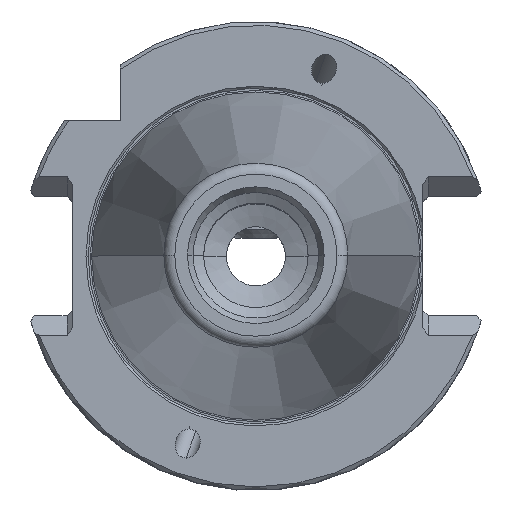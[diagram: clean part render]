
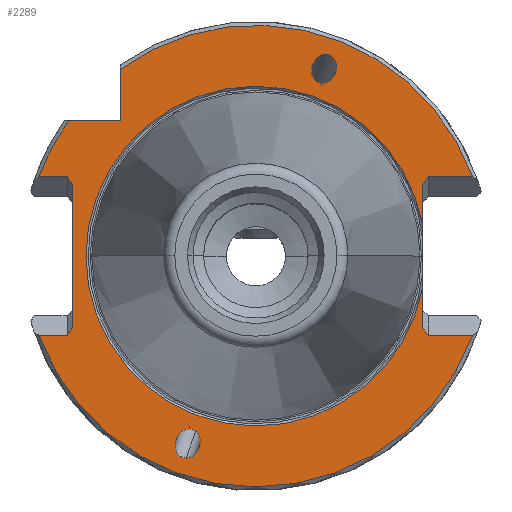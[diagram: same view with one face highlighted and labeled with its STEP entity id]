
A CAD part, top view. The second image highlights one B-rep face of the part: STEP entity #2289.
In plain terms, the highlighted planar face has unit normal (0, 0, 1).
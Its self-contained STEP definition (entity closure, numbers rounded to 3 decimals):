
#949=VERTEX_POINT('NONE',#2777);
#951=EDGE_CURVE('NONE',#1431,#2477,#2779,.F.);
#993=VERTEX_POINT('NONE',#2828);
#1043=VERTEX_POINT('NONE',#2881);
#1085=EDGE_CURVE('NONE',#2549,#1977,#2925,.F.);
#1091=VERTEX_POINT('NONE',#2932);
#1121=VERTEX_POINT('NONE',#2963);
#1127=EDGE_CURVE('NONE',#1043,#1941,#2970,.F.);
#1173=VERTEX_POINT('NONE',#3023);
#1181=VERTEX_POINT('NONE',#3032);
#1193=EDGE_CURVE('NONE',#1173,#1181,#3045,.F.);
#1215=EDGE_CURVE('NONE',#1091,#1043,#3070,.F.);
#1275=EDGE_CURVE('NONE',#949,#1715,#3136,.F.);
#1383=VERTEX_POINT('NONE',#3257);
#1417=EDGE_CURVE('NONE',#1941,#1121,#3296,.T.);
#1425=EDGE_CURVE('NONE',#2317,#2359,#3306,.F.);
#1431=VERTEX_POINT('NONE',#3313);
#1671=EDGE_CURVE('NONE',#1715,#949,#3582,.T.);
#1715=VERTEX_POINT('NONE',#3632);
#1751=EDGE_CURVE('NONE',#1173,#1787,#3673,.F.);
#1787=VERTEX_POINT('NONE',#3711);
#1843=EDGE_CURVE('NONE',#2331,#1181,#3771,.F.);
#1863=EDGE_CURVE('NONE',#993,#1383,#3792,.F.);
#1895=VERTEX_POINT('NONE',#3825);
#1927=EDGE_CURVE('NONE',#1977,#993,#3861,.T.);
#1941=VERTEX_POINT('NONE',#3876);
#1951=EDGE_CURVE('NONE',#2359,#2317,#3888,.T.);
#1953=EDGE_CURVE('NONE',#1431,#2379,#3890,.T.);
#1975=EDGE_CURVE('NONE',#1383,#2503,#3913,.F.);
#1977=VERTEX_POINT('NONE',#3915);
#2065=EDGE_CURVE('NONE',#2379,#1895,#4011,.T.);
#2209=EDGE_CURVE('NONE',#2225,#1091,#4169,.T.);
#2225=VERTEX_POINT('NONE',#4187);
#2245=EDGE_CURVE('NONE',#2503,#2225,#4210,.F.);
#2289=ADVANCED_FACE('NONE',(#4260,#4261,#4262),#4263,.F.);
#2317=VERTEX_POINT('NONE',#4295);
#2331=VERTEX_POINT('NONE',#4311);
#2359=VERTEX_POINT('NONE',#4345);
#2379=VERTEX_POINT('NONE',#4371);
#2427=EDGE_CURVE('NONE',#2549,#1787,#4423,.T.);
#2477=VERTEX_POINT('NONE',#4476);
#2503=VERTEX_POINT('NONE',#4504);
#2549=VERTEX_POINT('NONE',#4555);
#2693=EDGE_CURVE('NONE',#2331,#2477,#4713,.T.);
#2739=EDGE_CURVE('NONE',#1121,#1895,#4767,.F.);
#2777=CARTESIAN_POINT('',(9.017,23.397,-1.0));
#2779=CIRCLE('',#4803,31.25);
#2828=CARTESIAN_POINT('',(23.35,-10.75,-1.));
#2881=CARTESIAN_POINT('',(22.6,9.689,-1.));
#2925=CIRCLE('',#5042,31.25);
#2932=CARTESIAN_POINT('',(22.6,4.271,-1.));
#2963=CARTESIAN_POINT('',(29.343,10.75,-1.));
#2970=LINE('',#5123,#5124);
#3023=CARTESIAN_POINT('',(-24.8,-9.689,-1.));
#3032=CARTESIAN_POINT('',(-24.8,9.689,-1.));
#3045=LINE('',#5224,#5225);
#3070=LINE('',#5267,#5268);
#3136=ELLIPSE('',#5379,2.014,1.65);
#3257=CARTESIAN_POINT('',(22.6,-9.689,-1.));
#3296=LINE('',#5627,#5628);
#3306=ELLIPSE('',#5640,2.014,1.65);
#3313=CARTESIAN_POINT('',(-25.295,18.35,-1.));
#3582=ELLIPSE('',#6195,2.014,1.65);
#3632=CARTESIAN_POINT('',(9.452,27.347,-1.0));
#3673=LINE('',#6327,#6328);
#3711=CARTESIAN_POINT('',(-25.55,-10.75,-1.));
#3771=LINE('',#6501,#6502);
#3792=LINE('',#6537,#6538);
#3825=CARTESIAN_POINT('',(-18.35,25.295,-1.));
#3861=LINE('',#6631,#6632);
#3876=CARTESIAN_POINT('',(23.35,10.75,-1.));
#3888=ELLIPSE('',#6677,2.014,1.65);
#3890=LINE('',#6680,#6681);
#3913=LINE('',#6718,#6719);
#3915=CARTESIAN_POINT('',(29.343,-10.75,-1.));
#4011=LINE('',#6931,#6932);
#4169=CIRCLE('',#7236,23.0);
#4187=CARTESIAN_POINT('',(-23.0,0.,-1.));
#4210=CIRCLE('',#7320,23.0);
#4260=FACE_OUTER_BOUND('',#7383,.T.);
#4261=FACE_BOUND('',#7384,.T.);
#4262=FACE_BOUND('',#7385,.T.);
#4263=PLANE('',#7386);
#4295=CARTESIAN_POINT('',(-9.017,-23.397,-1.));
#4311=CARTESIAN_POINT('',(-25.55,10.75,-1.));
#4345=CARTESIAN_POINT('',(-9.452,-27.347,-1.));
#4371=CARTESIAN_POINT('',(-18.35,18.35,-1.));
#4423=LINE('',#7622,#7623);
#4476=CARTESIAN_POINT('',(-29.343,10.75,-1.));
#4504=CARTESIAN_POINT('',(22.6,-4.271,-1.));
#4555=CARTESIAN_POINT('',(-29.343,-10.75,-1.));
#4713=LINE('',#8098,#8099);
#4767=CIRCLE('',#8191,31.25);
#4803=AXIS2_PLACEMENT_3D('',#8209,#8210,#8211);
#5042=AXIS2_PLACEMENT_3D('',#8361,#8362,#8363);
#5123=CARTESIAN_POINT('',(11.015,-6.694,-1.0));
#5124=VECTOR('',#8403,1.0);
#5224=CARTESIAN_POINT('',(-24.8,-11.185,-1.));
#5225=VECTOR('',#8496,1.0);
#5267=CARTESIAN_POINT('',(22.6,-11.185,-1.));
#5268=VECTOR('',#8534,1.0);
#5379=AXIS2_PLACEMENT_3D('',#8610,#8611,#8612);
#5627=CARTESIAN_POINT('',(62.4,10.75,-1.));
#5628=VECTOR('',#8841,1.0);
#5640=AXIS2_PLACEMENT_3D('',#8857,#8858,#8859);
#6195=AXIS2_PLACEMENT_3D('',#9188,#9189,#9190);
#6327=CARTESIAN_POINT('',(-20.316,-3.348,-1.));
#6328=VECTOR('',#9332,1.0);
#6501=CARTESIAN_POINT('',(-9.77,-11.566,-1.));
#6502=VECTOR('',#9405,1.0);
#6537=CARTESIAN_POINT('',(21.561,-8.22,-1.));
#6538=VECTOR('',#9426,1.0);
#6631=CARTESIAN_POINT('',(62.4,-10.75,-1.));
#6632=VECTOR('',#9508,1.0);
#6677=AXIS2_PLACEMENT_3D('',#9540,#9541,#9542);
#6680=CARTESIAN_POINT('',(-19.175,18.35,-1.));
#6681=VECTOR('',#9543,1.0);
#6718=CARTESIAN_POINT('',(22.6,-11.185,-1.));
#6719=VECTOR('',#9561,1.0);
#6931=CARTESIAN_POINT('',(-18.35,-2.01,-1.));
#6932=VECTOR('',#9665,1.0);
#7236=AXIS2_PLACEMENT_3D('',#9842,#9843,#9844);
#7320=AXIS2_PLACEMENT_3D('',#9888,#9889,#9890);
#7383=EDGE_LOOP('',(#9960,#9961,#9962,#9963,#9964,#9965,#9966,#9967,#9968,#9969,#9970,#9971,#9972,#9973,#9974,#9975,#9976,#9977));
#7384=EDGE_LOOP('',(#9978,#9979));
#7385=EDGE_LOOP('',(#9980,#9981));
#7386=AXIS2_PLACEMENT_3D('',#9982,#9983,#9984);
#7622=CARTESIAN_POINT('',(-30.6,-10.75,-1.));
#7623=VECTOR('',#10182,1.0);
#8098=CARTESIAN_POINT('',(-30.6,10.75,-1.));
#8099=VECTOR('',#10483,1.0);
#8191=AXIS2_PLACEMENT_3D('',#10566,#10567,#10568);
#8209=CARTESIAN_POINT('',(0.,0.,-1.0));
#8210=DIRECTION('',(0.,0.,-1.0));
#8211=DIRECTION('',(1.0,0.,0.));
#8361=CARTESIAN_POINT('',(0.,0.,-1.0));
#8362=DIRECTION('',(0.,0.,-1.0));
#8363=DIRECTION('',(1.0,0.,0.));
#8403=DIRECTION('',(-0.577,-0.816,0.));
#8496=DIRECTION('',(0.,-1.0,0.));
#8534=DIRECTION('',(0.,-1.0,0.));
#8610=CARTESIAN_POINT('',(9.235,25.372,-1.0));
#8611=DIRECTION('',(0.,0.,1.0));
#8612=DIRECTION('',(-0.342,-0.94,0.));
#8841=DIRECTION('',(1.0,0.,0.));
#8857=CARTESIAN_POINT('',(-9.235,-25.372,-1.));
#8858=DIRECTION('',(0.,0.,1.0));
#8859=DIRECTION('',(0.342,0.94,0.));
#9188=CARTESIAN_POINT('',(9.235,25.372,-1.0));
#9189=DIRECTION('',(0.,0.,-1.0));
#9190=DIRECTION('',(-0.342,-0.94,0.));
#9332=DIRECTION('',(0.577,0.816,0.));
#9405=DIRECTION('',(-0.577,0.816,0.));
#9426=DIRECTION('',(0.577,-0.816,0.));
#9508=DIRECTION('',(-1.0,0.,0.));
#9540=CARTESIAN_POINT('',(-9.235,-25.372,-1.));
#9541=DIRECTION('',(0.,0.,-1.0));
#9542=DIRECTION('',(0.342,0.94,0.));
#9543=DIRECTION('',(1.0,0.,0.));
#9561=DIRECTION('',(0.,-1.0,0.));
#9665=DIRECTION('',(0.,1.0,0.));
#9842=CARTESIAN_POINT('',(0.,0.,-1.0));
#9843=DIRECTION('',(0.,0.,-1.0));
#9844=DIRECTION('',(-1.0,0.,0.));
#9888=CARTESIAN_POINT('',(0.,0.,-1.0));
#9889=DIRECTION('',(0.,0.,1.0));
#9890=DIRECTION('',(-1.0,0.,0.));
#9960=ORIENTED_EDGE('',*,*,#1417,.T.);
#9961=ORIENTED_EDGE('',*,*,#2739,.T.);
#9962=ORIENTED_EDGE('',*,*,#2065,.F.);
#9963=ORIENTED_EDGE('',*,*,#1953,.F.);
#9964=ORIENTED_EDGE('',*,*,#951,.T.);
#9965=ORIENTED_EDGE('',*,*,#2693,.F.);
#9966=ORIENTED_EDGE('',*,*,#1843,.T.);
#9967=ORIENTED_EDGE('',*,*,#1193,.F.);
#9968=ORIENTED_EDGE('',*,*,#1751,.T.);
#9969=ORIENTED_EDGE('',*,*,#2427,.F.);
#9970=ORIENTED_EDGE('',*,*,#1085,.T.);
#9971=ORIENTED_EDGE('',*,*,#1927,.T.);
#9972=ORIENTED_EDGE('',*,*,#1863,.T.);
#9973=ORIENTED_EDGE('',*,*,#1975,.T.);
#9974=ORIENTED_EDGE('',*,*,#2245,.T.);
#9975=ORIENTED_EDGE('',*,*,#2209,.T.);
#9976=ORIENTED_EDGE('',*,*,#1215,.T.);
#9977=ORIENTED_EDGE('',*,*,#1127,.T.);
#9978=ORIENTED_EDGE('',*,*,#1275,.T.);
#9979=ORIENTED_EDGE('',*,*,#1671,.T.);
#9980=ORIENTED_EDGE('',*,*,#1425,.T.);
#9981=ORIENTED_EDGE('',*,*,#1951,.T.);
#9982=CARTESIAN_POINT('',(0.,-22.371,-1.0));
#9983=DIRECTION('',(0.,0.,-1.0));
#9984=DIRECTION('',(0.,-1.0,0.));
#10182=DIRECTION('',(1.0,0.,0.));
#10483=DIRECTION('',(-1.0,0.,0.));
#10566=CARTESIAN_POINT('',(0.,0.,-1.0));
#10567=DIRECTION('',(0.,0.,-1.0));
#10568=DIRECTION('',(1.0,0.,0.));
